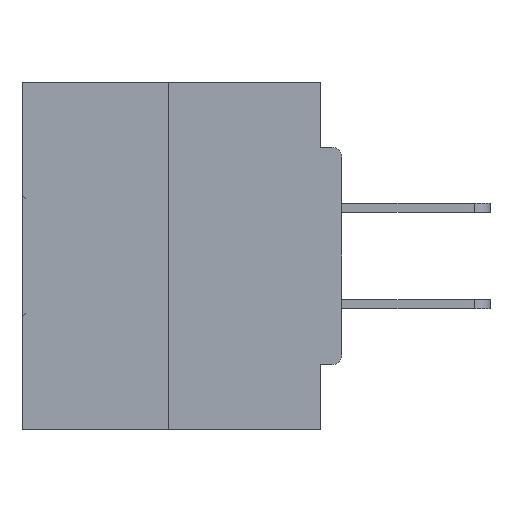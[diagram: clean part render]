
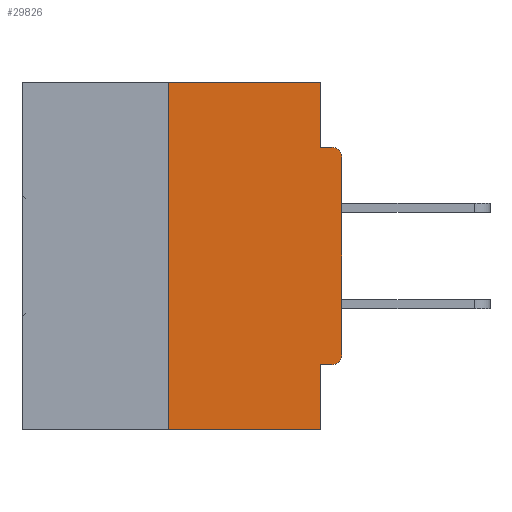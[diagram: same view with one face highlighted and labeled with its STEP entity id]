
A CAD part, left-side view. The second image highlights one B-rep face of the part: STEP entity #29826.
In plain terms, the highlighted planar face has unit normal (-1, 0, 0).
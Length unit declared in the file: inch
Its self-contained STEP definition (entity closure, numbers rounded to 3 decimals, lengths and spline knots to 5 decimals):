
#163 = VERTEX_POINT ( 'NONE', #4517 ) ;
#257 = CARTESIAN_POINT ( 'NONE',  ( 0., 0.031, -0.5 ) ) ;
#428 = CARTESIAN_POINT ( 'NONE',  ( 0., 0.015, -0.1085 ) ) ;
#1704 = DIRECTION ( 'NONE',  ( 0., 0., -1. ) ) ;
#2004 = ORIENTED_EDGE ( 'NONE', *, *, #22796, .F. ) ;
#2069 = CIRCLE ( 'NONE', #5324, 0.015 ) ;
#3812 = ORIENTED_EDGE ( 'NONE', *, *, #19396, .T. ) ;
#4157 = CARTESIAN_POINT ( 'NONE',  ( 0., 0.46, 0. ) ) ;
#4178 = EDGE_CURVE ( 'NONE', #16527, #22060, #35748, .T. ) ;
#4517 = CARTESIAN_POINT ( 'NONE',  ( 0., 0.25, -0.5 ) ) ;
#5324 = AXIS2_PLACEMENT_3D ( 'NONE', #22035, #39229, #15844 ) ;
#5633 = DIRECTION ( 'NONE',  ( 0., 0., 1. ) ) ;
#6366 = EDGE_LOOP ( 'NONE', ( #7499, #30865, #6505, #2004, #31547, #33653, #3812, #40897, #8790, #8989 ) ) ;
#6505 = ORIENTED_EDGE ( 'NONE', *, *, #42101, .T. ) ;
#6833 = CARTESIAN_POINT ( 'NONE',  ( 0., 0.031, 0. ) ) ;
#7318 = EDGE_CURVE ( 'NONE', #9910, #24310, #36484, .T. ) ;
#7499 = ORIENTED_EDGE ( 'NONE', *, *, #4178, .F. ) ;
#7953 = AXIS2_PLACEMENT_3D ( 'NONE', #8715, #32254, #11817 ) ;
#8715 = CARTESIAN_POINT ( 'NONE',  ( 0., 0.46, 0. ) ) ;
#8790 = ORIENTED_EDGE ( 'NONE', *, *, #7318, .F. ) ;
#8885 = VECTOR ( 'NONE', #35376, 39.37008 ) ;
#8989 = ORIENTED_EDGE ( 'NONE', *, *, #35397, .F. ) ;
#9345 = EDGE_CURVE ( 'NONE', #41256, #24310, #16296, .T. ) ;
#9859 = VERTEX_POINT ( 'NONE', #28237 ) ;
#9910 = VERTEX_POINT ( 'NONE', #41897 ) ;
#10534 = VECTOR ( 'NONE', #18252, 39.37008 ) ;
#10825 = CARTESIAN_POINT ( 'NONE',  ( 0., 0.25, 0. ) ) ;
#11116 = DIRECTION ( 'NONE',  ( 0., 0., 1. ) ) ;
#11478 = CARTESIAN_POINT ( 'NONE',  ( 0., 0., -0.4065 ) ) ;
#11817 = DIRECTION ( 'NONE',  ( 0., 0., -1. ) ) ;
#11819 = VERTEX_POINT ( 'NONE', #32929 ) ;
#12474 = LINE ( 'NONE', #22435, #14586 ) ;
#12819 = VECTOR ( 'NONE', #11116, 39.37008 ) ;
#13739 = DIRECTION ( 'NONE',  ( 0., 0., -1. ) ) ;
#14431 = VECTOR ( 'NONE', #1704, 39.37008 ) ;
#14586 = VECTOR ( 'NONE', #5633, 39.37008 ) ;
#15049 = VERTEX_POINT ( 'NONE', #28231 ) ;
#15502 = PLANE ( 'NONE',  #7953 ) ;
#15844 = DIRECTION ( 'NONE',  ( 0., 0., -1. ) ) ;
#16296 = CIRCLE ( 'NONE', #36449, 0.015 ) ;
#16527 = VERTEX_POINT ( 'NONE', #17378 ) ;
#17378 = CARTESIAN_POINT ( 'NONE',  ( 0., 0.25, 0. ) ) ;
#18252 = DIRECTION ( 'NONE',  ( 0., 1., 0. ) ) ;
#19130 = LINE ( 'NONE', #10825, #12819 ) ;
#19396 = EDGE_CURVE ( 'NONE', #36504, #41256, #12474, .T. ) ;
#19665 = VECTOR ( 'NONE', #30365, 39.37008 ) ;
#21088 = LINE ( 'NONE', #11478, #10534 ) ;
#22035 = CARTESIAN_POINT ( 'NONE',  ( 0., 0.015, -0.3915 ) ) ;
#22060 = VERTEX_POINT ( 'NONE', #6833 ) ;
#22435 = CARTESIAN_POINT ( 'NONE',  ( 0., 0., 0. ) ) ;
#22796 = EDGE_CURVE ( 'NONE', #9859, #11819, #34441, .T. ) ;
#23347 = LINE ( 'NONE', #42365, #14431 ) ;
#23894 = FACE_OUTER_BOUND ( 'NONE', #6366, .T. ) ;
#24053 = DIRECTION ( 'NONE',  ( 0., 0., -1. ) ) ;
#24310 = VERTEX_POINT ( 'NONE', #41159 ) ;
#24476 = VECTOR ( 'NONE', #13739, 39.37008 ) ;
#25565 = EDGE_CURVE ( 'NONE', #15049, #36504, #2069, .T. ) ;
#27582 = DIRECTION ( 'NONE',  ( -1., 0., 0. ) ) ;
#28143 = CARTESIAN_POINT ( 'NONE',  ( 0., 0.46, -0.5 ) ) ;
#28231 = CARTESIAN_POINT ( 'NONE',  ( 0., 0.015, -0.4065 ) ) ;
#28237 = CARTESIAN_POINT ( 'NONE',  ( 0., 0.031, -0.4065 ) ) ;
#29232 = CARTESIAN_POINT ( 'NONE',  ( 0., 0., -0.1085 ) ) ;
#29674 = LINE ( 'NONE', #28143, #37546 ) ;
#29826 = ADVANCED_FACE ( 'NONE', ( #23894 ), #15502, .F. ) ;
#30365 = DIRECTION ( 'NONE',  ( 0., -1., 0. ) ) ;
#30564 = EDGE_CURVE ( 'NONE', #163, #16527, #19130, .T. ) ;
#30865 = ORIENTED_EDGE ( 'NONE', *, *, #30564, .F. ) ;
#31547 = ORIENTED_EDGE ( 'NONE', *, *, #31780, .F. ) ;
#31780 = EDGE_CURVE ( 'NONE', #15049, #9859, #21088, .T. ) ;
#32254 = DIRECTION ( 'NONE',  ( 1., 0., 0. ) ) ;
#32929 = CARTESIAN_POINT ( 'NONE',  ( 0., 0.031, -0.5 ) ) ;
#33653 = ORIENTED_EDGE ( 'NONE', *, *, #25565, .T. ) ;
#34441 = LINE ( 'NONE', #257, #24476 ) ;
#35376 = DIRECTION ( 'NONE',  ( 0., -1., 0. ) ) ;
#35397 = EDGE_CURVE ( 'NONE', #22060, #9910, #23347, .T. ) ;
#35748 = LINE ( 'NONE', #4157, #8885 ) ;
#36449 = AXIS2_PLACEMENT_3D ( 'NONE', #428, #27582, #24053 ) ;
#36484 = LINE ( 'NONE', #37006, #19665 ) ;
#36504 = VERTEX_POINT ( 'NONE', #40490 ) ;
#37006 = CARTESIAN_POINT ( 'NONE',  ( 0., 0., -0.0935 ) ) ;
#37546 = VECTOR ( 'NONE', #38545, 39.37008 ) ;
#38545 = DIRECTION ( 'NONE',  ( 0., -1., 0. ) ) ;
#39229 = DIRECTION ( 'NONE',  ( -1., 0., 0. ) ) ;
#40490 = CARTESIAN_POINT ( 'NONE',  ( 0., 0., -0.3915 ) ) ;
#40897 = ORIENTED_EDGE ( 'NONE', *, *, #9345, .T. ) ;
#41159 = CARTESIAN_POINT ( 'NONE',  ( 0., 0.015, -0.0935 ) ) ;
#41256 = VERTEX_POINT ( 'NONE', #29232 ) ;
#41897 = CARTESIAN_POINT ( 'NONE',  ( 0., 0.031, -0.0935 ) ) ;
#42101 = EDGE_CURVE ( 'NONE', #163, #11819, #29674, .T. ) ;
#42365 = CARTESIAN_POINT ( 'NONE',  ( 0., 0.031, 0. ) ) ;
